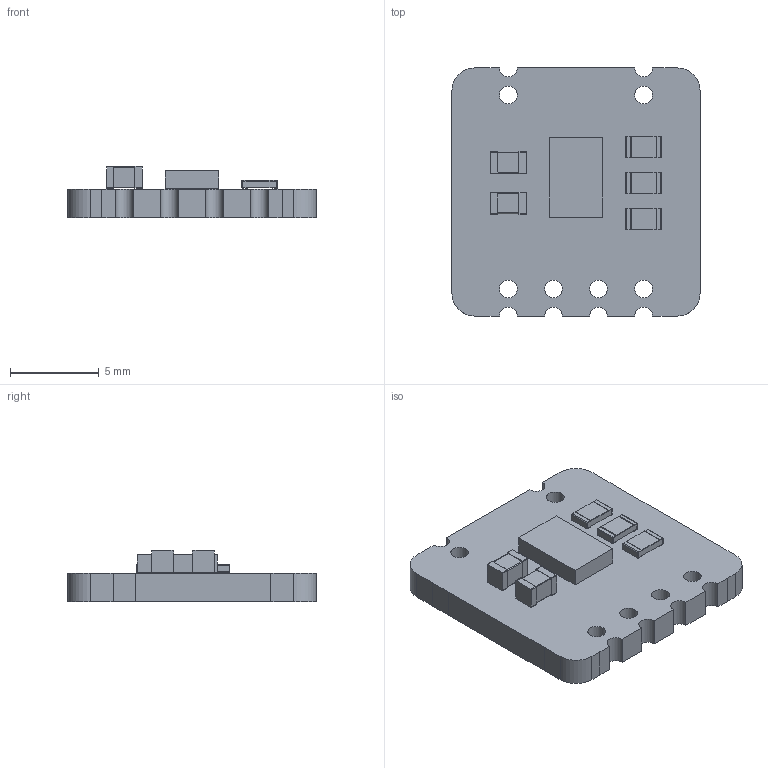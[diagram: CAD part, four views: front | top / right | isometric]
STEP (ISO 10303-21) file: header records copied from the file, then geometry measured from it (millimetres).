
FILE_DESCRIPTION(('KiCad electronic assembly'),'2;1');
FILE_NAME('bmi08xBreakout.step','2022-03-29T09:24:16',('Pcbnew'),( 'Kicad'),'Open CASCADE STEP processor 7.5','KiCad to STEP converter' ,'Unknown');
FILE_SCHEMA(('AUTOMOTIVE_DESIGN { 1 0 10303 214 1 1 1 1 }'));
Length unit declared in the file: millimetre
Products named in the file (8): bmi08xBreakout 1; BMI088--3DModel-STEP-56544; COMPOUND; C_0805_2012Metric; SOLID; R_0805_2012Metric; bmi08xBreakout PCB
Assembly tree (10 placements, depth 3):
  bmi08xBreakout 1
    BMI088--3DModel-STEP-56544
      COMPOUND
    C_0805_2012Metric  x2
      SOLID
    R_0805_2012Metric  x3
      SOLID
    bmi08xBreakout PCB
Bounding box: 13.97 x 13.97 x 2.9 mm (x, y, z)
Volume: 321 mm3; surface area: 594.6 mm2
Topology: 24 solids, 24 shells, 364 faces, 873 edges, 578 vertices
Faces by surface type: bspline 327, plane 21, cylinder 16
Full cylindrical faces by diameter (mm): 1 x6
Entity records: 15794 total; most frequent: CARTESIAN_POINT 5557, B_SPLINE_CURVE_WITH_KNOTS 1612, ORIENTED_EDGE 1330, PCURVE 1330, DEFINITIONAL_REPRESENTATION 1330, EDGE_CURVE 665, SURFACE_CURVE 659, VERTEX_POINT 442
